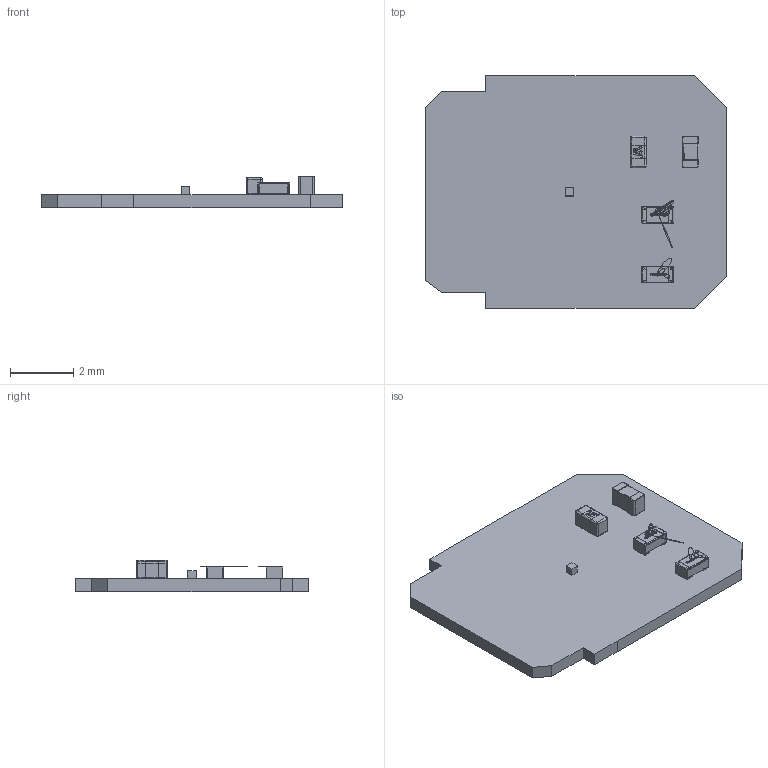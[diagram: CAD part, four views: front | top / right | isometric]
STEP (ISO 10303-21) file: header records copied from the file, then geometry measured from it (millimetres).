
FILE_DESCRIPTION(('Open CASCADE Model'),'2;1');
FILE_NAME('Open CASCADE Shape Model','2023-11-26T13:55:57',('Author'),( 'Open CASCADE'),'Open CASCADE STEP processor 7.5','Open CASCADE 7.5' ,'Unknown');
FILE_SCHEMA(('AUTOMOTIVE_DESIGN { 1 0 10303 214 1 1 1 1 }'));
Length unit declared in the file: millimetre
Products named in the file (16): Open CASCADE STEP translator 7.5 23; Open CASCADE STEP translator 7.5 24; Open CASCADE STEP translator 7.5 25; Open CASCADE STEP translator 7.5 26; Open CASCADE STEP translator 7.5 27; Open CASCADE STEP translator 7.5 28; Open CASCADE STEP translator 7.5 29; Open CASCADE STEP translator 7.5 30; Open CASCADE STEP translator 7.5 31; Open CASCADE STEP translator 7.5 32; Open CASCADE STEP translator 7.5 33; Open CASCADE STEP translator 7.5 34; Open CASCADE STEP translator 7.5 35; Open CASCADE STEP translator 7.5 36; Open CASCADE STEP translator 7.5 37; Open CASCADE STEP translator 7.5 38
Bounding box: 9.53 x 7.37 x 1.01 mm (x, y, z)
Volume: 28.5 mm3; surface area: 164.6 mm2
Topology: 39 solids, 42 shells, 927 faces, 2429 edges, 1560 vertices
Faces by surface type: plane 418, bspline 280, cylinder 183, sphere 38, torus 8
Entity records: 31153 total; most frequent: CARTESIAN_POINT 8325, ORIENTED_EDGE 4712, DIRECTION 3664, EDGE_CURVE 2356, VERTEX_POINT 1524, LINE 1434, VECTOR 1434, AXIS2_PLACEMENT_3D 1115
